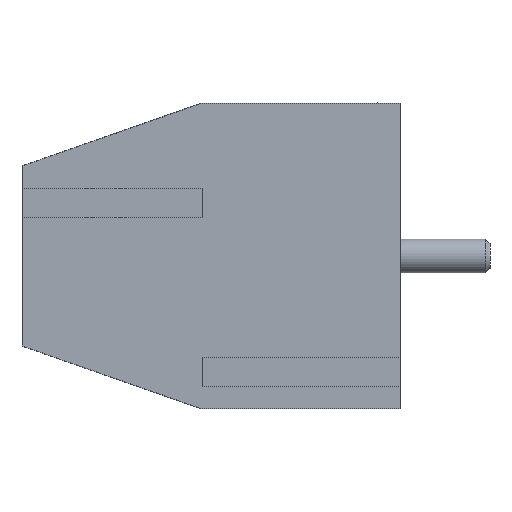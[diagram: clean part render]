
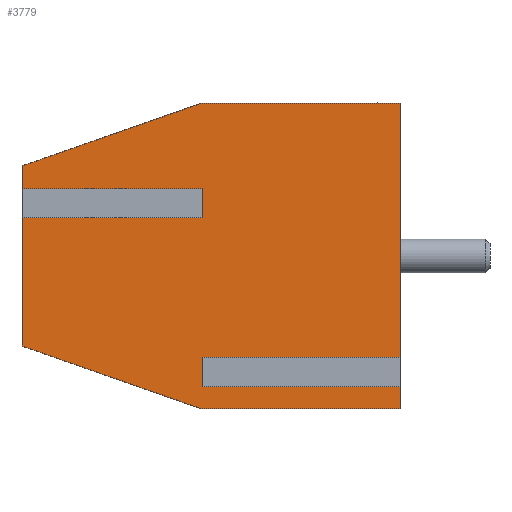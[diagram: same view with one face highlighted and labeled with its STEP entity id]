
A CAD part, left-side view. The second image highlights one B-rep face of the part: STEP entity #3779.
In plain terms, the highlighted planar face has unit normal (-1, 0, 0).
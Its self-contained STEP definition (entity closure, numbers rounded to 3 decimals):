
#139=PLANE('',#4051);
#305=FACE_OUTER_BOUND('',#527,.T.);
#527=EDGE_LOOP('',(#2970,#2971,#2972,#2973,#2974,#2975,#2976,#2977,#2978,
#2979,#2980,#2981,#2982,#2983));
#689=LINE('',#5415,#1117);
#735=LINE('',#5517,#1163);
#739=LINE('',#5525,#1167);
#846=LINE('',#5777,#1274);
#850=LINE('',#5785,#1278);
#852=LINE('',#5790,#1280);
#856=LINE('',#5797,#1284);
#858=LINE('',#5800,#1286);
#860=LINE('',#5805,#1288);
#865=LINE('',#5815,#1293);
#867=LINE('',#5818,#1295);
#868=LINE('',#5821,#1296);
#870=LINE('',#5824,#1298);
#871=LINE('',#5826,#1299);
#1117=VECTOR('',#4304,10.);
#1163=VECTOR('',#4366,10.);
#1167=VECTOR('',#4370,10.);
#1274=VECTOR('',#4633,10.);
#1278=VECTOR('',#4637,10.);
#1280=VECTOR('',#4641,10.);
#1284=VECTOR('',#4647,10.);
#1286=VECTOR('',#4651,10.);
#1288=VECTOR('',#4657,10.);
#1293=VECTOR('',#4666,10.);
#1295=VECTOR('',#4670,10.);
#1296=VECTOR('',#4673,10.);
#1298=VECTOR('',#4677,10.);
#1299=VECTOR('',#4680,10.);
#1652=VERTEX_POINT('',#5412);
#1653=VERTEX_POINT('',#5414);
#1701=VERTEX_POINT('',#5516);
#1704=VERTEX_POINT('',#5522);
#1705=VERTEX_POINT('',#5524);
#1771=VERTEX_POINT('',#5774);
#1772=VERTEX_POINT('',#5776);
#1775=VERTEX_POINT('',#5782);
#1776=VERTEX_POINT('',#5784);
#1777=VERTEX_POINT('',#5788);
#1778=VERTEX_POINT('',#5789);
#1781=VERTEX_POINT('',#5804);
#1784=VERTEX_POINT('',#5814);
#1785=VERTEX_POINT('',#5820);
#2010=EDGE_CURVE('',#1653,#1652,#689,.T.);
#2063=EDGE_CURVE('',#1701,#1653,#735,.T.);
#2067=EDGE_CURVE('',#1705,#1704,#739,.T.);
#2193=EDGE_CURVE('',#1771,#1772,#846,.T.);
#2197=EDGE_CURVE('',#1775,#1776,#850,.T.);
#2199=EDGE_CURVE('',#1777,#1778,#852,.T.);
#2203=EDGE_CURVE('',#1778,#1772,#856,.T.);
#2205=EDGE_CURVE('',#1775,#1777,#858,.T.);
#2207=EDGE_CURVE('',#1781,#1701,#860,.T.);
#2212=EDGE_CURVE('',#1784,#1781,#865,.T.);
#2214=EDGE_CURVE('',#1704,#1784,#867,.T.);
#2215=EDGE_CURVE('',#1771,#1785,#868,.T.);
#2217=EDGE_CURVE('',#1705,#1785,#870,.T.);
#2218=EDGE_CURVE('',#1776,#1652,#871,.T.);
#2970=ORIENTED_EDGE('',*,*,#2203,.T.);
#2971=ORIENTED_EDGE('',*,*,#2193,.F.);
#2972=ORIENTED_EDGE('',*,*,#2215,.T.);
#2973=ORIENTED_EDGE('',*,*,#2217,.F.);
#2974=ORIENTED_EDGE('',*,*,#2067,.T.);
#2975=ORIENTED_EDGE('',*,*,#2214,.T.);
#2976=ORIENTED_EDGE('',*,*,#2212,.T.);
#2977=ORIENTED_EDGE('',*,*,#2207,.T.);
#2978=ORIENTED_EDGE('',*,*,#2063,.T.);
#2979=ORIENTED_EDGE('',*,*,#2010,.T.);
#2980=ORIENTED_EDGE('',*,*,#2218,.F.);
#2981=ORIENTED_EDGE('',*,*,#2197,.F.);
#2982=ORIENTED_EDGE('',*,*,#2205,.T.);
#2983=ORIENTED_EDGE('',*,*,#2199,.T.);
#3779=ADVANCED_FACE('',(#305),#139,.F.);
#4051=AXIS2_PLACEMENT_3D('',#5827,#4681,#4682);
#4304=DIRECTION('',(0.,1.,0.));
#4366=DIRECTION('',(0.,0.,1.));
#4370=DIRECTION('',(0.,0.,1.));
#4633=DIRECTION('',(0.,0.,1.));
#4637=DIRECTION('',(0.,0.,1.));
#4641=DIRECTION('',(0.,0.,-1.));
#4647=DIRECTION('',(0.,1.,0.));
#4651=DIRECTION('',(0.,-1.,0.));
#4657=DIRECTION('',(0.,-1.,0.));
#4666=DIRECTION('',(0.,0.,1.));
#4670=DIRECTION('',(0.,1.,0.));
#4673=DIRECTION('',(0.,-0.944,-0.33));
#4677=DIRECTION('',(0.,1.,0.));
#4680=DIRECTION('',(0.,-0.944,0.33));
#4681=DIRECTION('center_axis',(1.,0.,0.));
#4682=DIRECTION('ref_axis',(0.,0.,-1.));
#5412=CARTESIAN_POINT('',(-7.,4.4,3.4));
#5414=CARTESIAN_POINT('',(-7.,0.,3.4));
#5415=CARTESIAN_POINT('',(-7.,0.,3.4));
#5516=CARTESIAN_POINT('',(-7.,0.,-2.25));
#5517=CARTESIAN_POINT('',(-7.,0.,0.));
#5522=CARTESIAN_POINT('',(-7.,0.,-2.9));
#5524=CARTESIAN_POINT('',(-7.,0.,-3.4));
#5525=CARTESIAN_POINT('',(-7.,0.,0.));
#5774=CARTESIAN_POINT('',(-7.,8.4,-2.));
#5776=CARTESIAN_POINT('',(-7.,8.4,0.85));
#5777=CARTESIAN_POINT('',(-7.,8.4,0.));
#5782=CARTESIAN_POINT('',(-7.,8.4,1.5));
#5784=CARTESIAN_POINT('',(-7.,8.4,2.));
#5785=CARTESIAN_POINT('',(-7.,8.4,0.));
#5788=CARTESIAN_POINT('',(-7.,4.4,1.5));
#5789=CARTESIAN_POINT('',(-7.,4.4,0.85));
#5790=CARTESIAN_POINT('',(-7.,4.4,0.425));
#5797=CARTESIAN_POINT('',(-7.,6.3,0.85));
#5800=CARTESIAN_POINT('',(-7.,4.3,1.5));
#5804=CARTESIAN_POINT('',(-7.,4.4,-2.25));
#5805=CARTESIAN_POINT('',(-7.,4.3,-2.25));
#5814=CARTESIAN_POINT('',(-7.,4.4,-2.9));
#5815=CARTESIAN_POINT('',(-7.,4.4,-1.45));
#5818=CARTESIAN_POINT('',(-7.,2.1,-2.9));
#5820=CARTESIAN_POINT('',(-7.,4.4,-3.4));
#5821=CARTESIAN_POINT('',(-7.,8.4,-2.));
#5824=CARTESIAN_POINT('',(-7.,0.,-3.4));
#5826=CARTESIAN_POINT('',(-7.,8.4,2.));
#5827=CARTESIAN_POINT('Origin',(-7.,4.2,0.));
